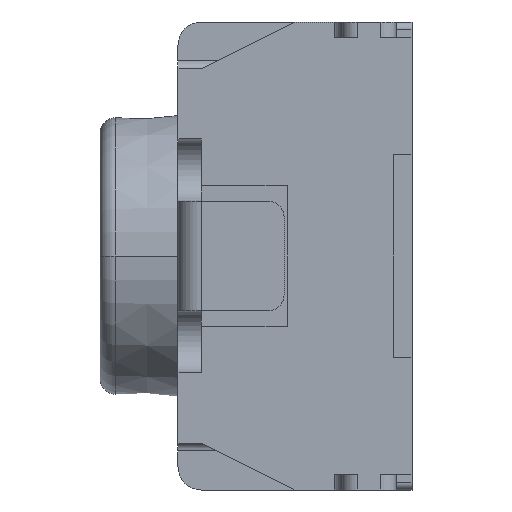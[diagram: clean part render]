
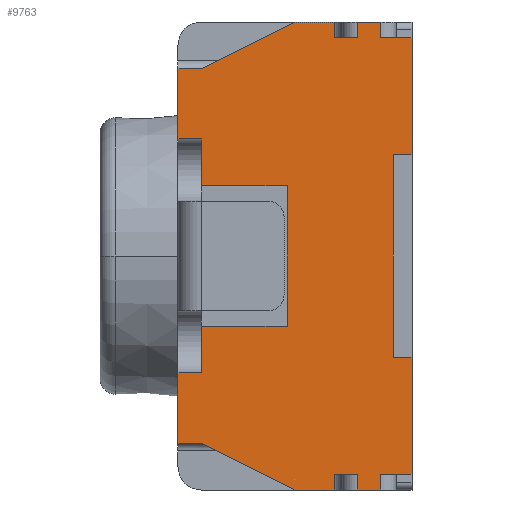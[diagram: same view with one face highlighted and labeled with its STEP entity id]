
A CAD part, left-side view. The second image highlights one B-rep face of the part: STEP entity #9763.
In plain terms, the highlighted planar face has unit normal (-1, 0, 0).
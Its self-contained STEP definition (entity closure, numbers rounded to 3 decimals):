
#51=DIRECTION('',(0.,0.,1.));
#52=VECTOR('',#51,0.75);
#53=CARTESIAN_POINT('',(-2.,0.,-1.4));
#54=LINE('',#53,#52);
#67=DIRECTION('',(0.,0.,1.));
#68=VECTOR('',#67,0.75);
#69=CARTESIAN_POINT('',(-2.,0.,0.65));
#70=LINE('',#69,#68);
#225=DIRECTION('',(0.,0.,1.));
#226=VECTOR('',#225,1.3);
#227=CARTESIAN_POINT('',(-2.,0.12,-0.65));
#228=LINE('',#227,#226);
#229=DIRECTION('',(0.,1.,0.));
#230=VECTOR('',#229,0.12);
#231=CARTESIAN_POINT('',(-2.,0.,-0.65));
#232=LINE('',#231,#230);
#233=DIRECTION('',(0.,0.,-1.));
#234=VECTOR('',#233,0.1);
#235=CARTESIAN_POINT('',(-2.,0.2,-1.4));
#236=LINE('',#235,#234);
#237=DIRECTION('',(0.,0.,-1.));
#238=VECTOR('',#237,0.1);
#239=CARTESIAN_POINT('',(-2.,0.35,-1.4));
#240=LINE('',#239,#238);
#241=DIRECTION('',(0.,0.,1.));
#242=VECTOR('',#241,0.1);
#243=CARTESIAN_POINT('',(-2.,0.5,-1.5));
#244=LINE('',#243,#242);
#245=DIRECTION('',(0.,1.,0.));
#246=VECTOR('',#245,0.25);
#247=CARTESIAN_POINT('',(-2.,0.5,-1.5));
#248=LINE('',#247,#246);
#249=DIRECTION('',(0.,-0.894,-0.447));
#250=VECTOR('',#249,0.671);
#251=CARTESIAN_POINT('',(-2.,1.35,-1.2));
#252=LINE('',#251,#250);
#253=DIRECTION('',(0.,-1.,0.));
#254=VECTOR('',#253,0.15);
#255=CARTESIAN_POINT('',(-2.,1.5,-1.2));
#256=LINE('',#255,#254);
#257=DIRECTION('',(0.,-1.,0.));
#258=VECTOR('',#257,0.15);
#259=CARTESIAN_POINT('',(-2.,1.5,-0.75));
#260=LINE('',#259,#258);
#261=DIRECTION('',(0.,0.,-1.));
#262=VECTOR('',#261,0.3);
#263=CARTESIAN_POINT('',(-2.,1.35,-0.45));
#264=LINE('',#263,#262);
#265=DIRECTION('',(0.,-1.,0.));
#266=VECTOR('',#265,0.55);
#267=CARTESIAN_POINT('',(-2.,1.35,-0.45));
#268=LINE('',#267,#266);
#269=DIRECTION('',(0.,0.,-1.));
#270=VECTOR('',#269,0.9);
#271=CARTESIAN_POINT('',(-2.,0.8,0.45));
#272=LINE('',#271,#270);
#273=DIRECTION('',(0.,-1.,0.));
#274=VECTOR('',#273,0.55);
#275=CARTESIAN_POINT('',(-2.,1.35,0.45));
#276=LINE('',#275,#274);
#277=DIRECTION('',(0.,0.,-1.));
#278=VECTOR('',#277,0.3);
#279=CARTESIAN_POINT('',(-2.,1.35,0.75));
#280=LINE('',#279,#278);
#281=DIRECTION('',(0.,-1.,0.));
#282=VECTOR('',#281,0.15);
#283=CARTESIAN_POINT('',(-2.,1.5,0.75));
#284=LINE('',#283,#282);
#285=DIRECTION('',(0.,-1.,0.));
#286=VECTOR('',#285,0.15);
#287=CARTESIAN_POINT('',(-2.,1.5,1.2));
#288=LINE('',#287,#286);
#289=DIRECTION('',(0.,0.894,-0.447));
#290=VECTOR('',#289,0.671);
#291=CARTESIAN_POINT('',(-2.,0.75,1.5));
#292=LINE('',#291,#290);
#293=DIRECTION('',(0.,0.,-1.));
#294=VECTOR('',#293,0.1);
#295=CARTESIAN_POINT('',(-2.,0.5,1.5));
#296=LINE('',#295,#294);
#297=DIRECTION('',(0.,0.,-1.));
#298=VECTOR('',#297,0.1);
#299=CARTESIAN_POINT('',(-2.,0.35,1.5));
#300=LINE('',#299,#298);
#301=DIRECTION('',(0.,0.,-1.));
#302=VECTOR('',#301,0.1);
#303=CARTESIAN_POINT('',(-2.,0.2,1.5));
#304=LINE('',#303,#302);
#305=DIRECTION('',(0.,1.,0.));
#306=VECTOR('',#305,0.12);
#307=CARTESIAN_POINT('',(-2.,0.,0.65));
#308=LINE('',#307,#306);
#349=DIRECTION('',(0.,-1.,0.));
#350=VECTOR('',#349,0.2);
#351=CARTESIAN_POINT('',(-2.,0.2,-1.4));
#352=LINE('',#351,#350);
#377=DIRECTION('',(0.,-1.,0.));
#378=VECTOR('',#377,0.15);
#379=CARTESIAN_POINT('',(-2.,0.5,-1.4));
#380=LINE('',#379,#378);
#445=DIRECTION('',(0.,-1.,0.));
#446=VECTOR('',#445,0.15);
#447=CARTESIAN_POINT('',(-2.,0.35,-1.5));
#448=LINE('',#447,#446);
#546=DIRECTION('',(0.,0.,1.));
#547=VECTOR('',#546,0.45);
#548=CARTESIAN_POINT('',(-2.,1.5,0.75));
#549=LINE('',#548,#547);
#572=DIRECTION('',(0.,0.,1.));
#573=VECTOR('',#572,0.45);
#574=CARTESIAN_POINT('',(-2.,1.5,-1.2));
#575=LINE('',#574,#573);
#731=DIRECTION('',(0.,1.,0.));
#732=VECTOR('',#731,0.2);
#733=CARTESIAN_POINT('',(-2.,0.,1.4));
#734=LINE('',#733,#732);
#768=DIRECTION('',(0.,1.,0.));
#769=VECTOR('',#768,0.15);
#770=CARTESIAN_POINT('',(-2.,0.35,1.4));
#771=LINE('',#770,#769);
#883=DIRECTION('',(0.,-1.,0.));
#884=VECTOR('',#883,0.15);
#885=CARTESIAN_POINT('',(-2.,0.35,1.5));
#886=LINE('',#885,#884);
#963=DIRECTION('',(0.,1.,0.));
#964=VECTOR('',#963,0.25);
#965=CARTESIAN_POINT('',(-2.,0.5,1.5));
#966=LINE('',#965,#964);
#7165=CARTESIAN_POINT('',(-2.,0.,1.4));
#7167=VERTEX_POINT('',#7165);
#7173=CARTESIAN_POINT('',(-2.,0.5,1.5));
#7174=CARTESIAN_POINT('',(-2.,0.5,1.4));
#7175=VERTEX_POINT('',#7173);
#7176=VERTEX_POINT('',#7174);
#7241=CARTESIAN_POINT('',(-2.,0.2,1.5));
#7242=CARTESIAN_POINT('',(-2.,0.2,1.4));
#7243=VERTEX_POINT('',#7241);
#7244=VERTEX_POINT('',#7242);
#7253=CARTESIAN_POINT('',(-2.,0.35,1.5));
#7254=VERTEX_POINT('',#7253);
#7255=CARTESIAN_POINT('',(-2.,0.35,1.4));
#7256=VERTEX_POINT('',#7255);
#7361=CARTESIAN_POINT('',(-2.,0.8,0.45));
#7362=VERTEX_POINT('',#7361);
#7363=CARTESIAN_POINT('',(-2.,0.8,-0.45));
#7364=VERTEX_POINT('',#7363);
#7377=CARTESIAN_POINT('',(-2.,1.35,0.75));
#7378=VERTEX_POINT('',#7377);
#7383=CARTESIAN_POINT('',(-2.,1.35,-0.75));
#7384=VERTEX_POINT('',#7383);
#7409=CARTESIAN_POINT('',(-2.,1.5,0.75));
#7410=VERTEX_POINT('',#7409);
#7411=CARTESIAN_POINT('',(-2.,1.5,-0.75));
#7412=VERTEX_POINT('',#7411);
#7413=CARTESIAN_POINT('',(-2.,1.35,0.45));
#7414=VERTEX_POINT('',#7413);
#7415=CARTESIAN_POINT('',(-2.,1.35,-0.45));
#7416=VERTEX_POINT('',#7415);
#7427=CARTESIAN_POINT('',(-2.,1.5,1.2));
#7428=VERTEX_POINT('',#7427);
#7433=CARTESIAN_POINT('',(-2.,0.75,1.5));
#7434=CARTESIAN_POINT('',(-2.,1.35,1.2));
#7435=VERTEX_POINT('',#7433);
#7436=VERTEX_POINT('',#7434);
#7466=CARTESIAN_POINT('',(-2.,0.5,-1.4));
#7468=VERTEX_POINT('',#7466);
#7481=CARTESIAN_POINT('',(-2.,0.2,-1.4));
#7483=VERTEX_POINT('',#7481);
#7486=CARTESIAN_POINT('',(-2.,0.35,-1.4));
#7488=VERTEX_POINT('',#7486);
#7501=CARTESIAN_POINT('',(-2.,0.,-1.4));
#7502=VERTEX_POINT('',#7501);
#7505=CARTESIAN_POINT('',(-2.,0.5,-1.5));
#7506=VERTEX_POINT('',#7505);
#7538=CARTESIAN_POINT('',(-2.,0.2,-1.5));
#7540=VERTEX_POINT('',#7538);
#7541=CARTESIAN_POINT('',(-2.,0.35,-1.5));
#7543=VERTEX_POINT('',#7541);
#7575=CARTESIAN_POINT('',(-2.,1.5,-1.2));
#7576=VERTEX_POINT('',#7575);
#7587=CARTESIAN_POINT('',(-2.,1.35,-1.2));
#7588=CARTESIAN_POINT('',(-2.,0.75,-1.5));
#7589=VERTEX_POINT('',#7587);
#7590=VERTEX_POINT('',#7588);
#7643=CARTESIAN_POINT('',(-2.,0.12,-0.65));
#7644=CARTESIAN_POINT('',(-2.,0.12,0.65));
#7645=VERTEX_POINT('',#7643);
#7646=VERTEX_POINT('',#7644);
#7647=CARTESIAN_POINT('',(-2.,0.,-0.65));
#7648=VERTEX_POINT('',#7647);
#7649=CARTESIAN_POINT('',(-2.,0.,0.65));
#7650=VERTEX_POINT('',#7649);
#9695=CARTESIAN_POINT('',(-2.,0.,-1.5));
#9696=DIRECTION('',(-1.,0.,0.));
#9697=DIRECTION('',(0.,0.,1.));
#9698=AXIS2_PLACEMENT_3D('',#9695,#9696,#9697);
#9699=PLANE('',#9698);
#9700=ORIENTED_EDGE('',*,*,#9669,.F.);
#9702=ORIENTED_EDGE('',*,*,#9701,.F.);
#9703=ORIENTED_EDGE('',*,*,#9513,.F.);
#9705=ORIENTED_EDGE('',*,*,#9704,.F.);
#9707=ORIENTED_EDGE('',*,*,#9706,.T.);
#9709=ORIENTED_EDGE('',*,*,#9708,.F.);
#9711=ORIENTED_EDGE('',*,*,#9710,.F.);
#9713=ORIENTED_EDGE('',*,*,#9712,.F.);
#9715=ORIENTED_EDGE('',*,*,#9714,.F.);
#9717=ORIENTED_EDGE('',*,*,#9716,.T.);
#9719=ORIENTED_EDGE('',*,*,#9718,.F.);
#9721=ORIENTED_EDGE('',*,*,#9720,.F.);
#9723=ORIENTED_EDGE('',*,*,#9722,.T.);
#9725=ORIENTED_EDGE('',*,*,#9724,.T.);
#9727=ORIENTED_EDGE('',*,*,#9726,.F.);
#9729=ORIENTED_EDGE('',*,*,#9728,.T.);
#9731=ORIENTED_EDGE('',*,*,#9730,.F.);
#9733=ORIENTED_EDGE('',*,*,#9732,.F.);
#9735=ORIENTED_EDGE('',*,*,#9734,.F.);
#9737=ORIENTED_EDGE('',*,*,#9736,.F.);
#9739=ORIENTED_EDGE('',*,*,#9738,.T.);
#9741=ORIENTED_EDGE('',*,*,#9740,.T.);
#9743=ORIENTED_EDGE('',*,*,#9742,.F.);
#9745=ORIENTED_EDGE('',*,*,#9744,.F.);
#9747=ORIENTED_EDGE('',*,*,#9746,.T.);
#9749=ORIENTED_EDGE('',*,*,#9748,.F.);
#9751=ORIENTED_EDGE('',*,*,#9750,.F.);
#9753=ORIENTED_EDGE('',*,*,#9752,.T.);
#9755=ORIENTED_EDGE('',*,*,#9754,.T.);
#9757=ORIENTED_EDGE('',*,*,#9756,.F.);
#9758=ORIENTED_EDGE('',*,*,#9521,.F.);
#9760=ORIENTED_EDGE('',*,*,#9759,.T.);
#9761=EDGE_LOOP('',(#9700,#9702,#9703,#9705,#9707,#9709,#9711,#9713,#9715,#9717,
#9719,#9721,#9723,#9725,#9727,#9729,#9731,#9733,#9735,#9737,#9739,#9741,#9743,
#9745,#9747,#9749,#9751,#9753,#9755,#9757,#9758,#9760));
#9762=FACE_OUTER_BOUND('',#9761,.F.);
#9513=EDGE_CURVE('',#7502,#7648,#54,.T.);
#9521=EDGE_CURVE('',#7650,#7167,#70,.T.);
#9669=EDGE_CURVE('',#7645,#7646,#228,.T.);
#9701=EDGE_CURVE('',#7648,#7645,#232,.T.);
#9704=EDGE_CURVE('',#7483,#7502,#352,.T.);
#9706=EDGE_CURVE('',#7483,#7540,#236,.T.);
#9708=EDGE_CURVE('',#7543,#7540,#448,.T.);
#9710=EDGE_CURVE('',#7488,#7543,#240,.T.);
#9712=EDGE_CURVE('',#7468,#7488,#380,.T.);
#9714=EDGE_CURVE('',#7506,#7468,#244,.T.);
#9716=EDGE_CURVE('',#7506,#7590,#248,.T.);
#9718=EDGE_CURVE('',#7589,#7590,#252,.T.);
#9720=EDGE_CURVE('',#7576,#7589,#256,.T.);
#9722=EDGE_CURVE('',#7576,#7412,#575,.T.);
#9724=EDGE_CURVE('',#7412,#7384,#260,.T.);
#9726=EDGE_CURVE('',#7416,#7384,#264,.T.);
#9728=EDGE_CURVE('',#7416,#7364,#268,.T.);
#9730=EDGE_CURVE('',#7362,#7364,#272,.T.);
#9732=EDGE_CURVE('',#7414,#7362,#276,.T.);
#9734=EDGE_CURVE('',#7378,#7414,#280,.T.);
#9736=EDGE_CURVE('',#7410,#7378,#284,.T.);
#9738=EDGE_CURVE('',#7410,#7428,#549,.T.);
#9740=EDGE_CURVE('',#7428,#7436,#288,.T.);
#9742=EDGE_CURVE('',#7435,#7436,#292,.T.);
#9744=EDGE_CURVE('',#7175,#7435,#966,.T.);
#9746=EDGE_CURVE('',#7175,#7176,#296,.T.);
#9748=EDGE_CURVE('',#7256,#7176,#771,.T.);
#9750=EDGE_CURVE('',#7254,#7256,#300,.T.);
#9752=EDGE_CURVE('',#7254,#7243,#886,.T.);
#9754=EDGE_CURVE('',#7243,#7244,#304,.T.);
#9756=EDGE_CURVE('',#7167,#7244,#734,.T.);
#9759=EDGE_CURVE('',#7650,#7646,#308,.T.);
#9763=ADVANCED_FACE('',(#9762),#9699,.T.);
